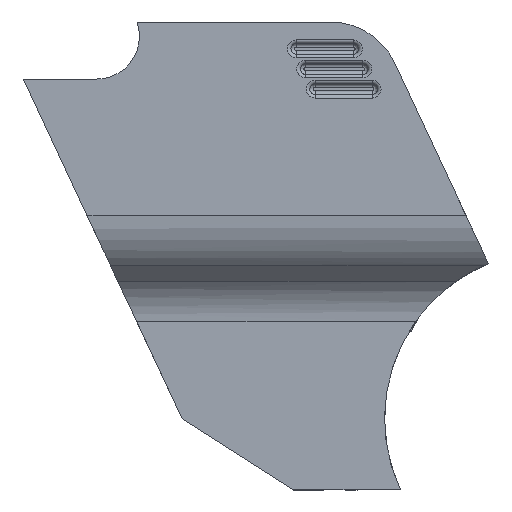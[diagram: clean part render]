
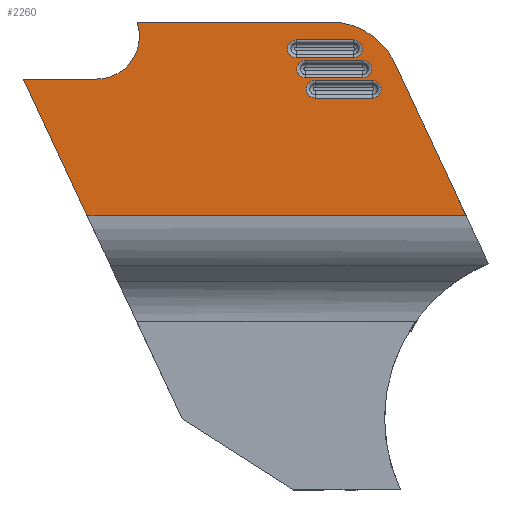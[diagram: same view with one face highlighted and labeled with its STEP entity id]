
A CAD part, left-side view. The second image highlights one B-rep face of the part: STEP entity #2260.
In plain terms, the highlighted planar face has unit normal (-1, 0, 0).
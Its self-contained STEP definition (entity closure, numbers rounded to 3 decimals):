
#72=FACE_BOUND('',#488,.T.);
#73=FACE_BOUND('',#489,.T.);
#74=FACE_BOUND('',#490,.T.);
#134=CIRCLE('',#2440,1.247);
#136=CIRCLE('',#2444,1.247);
#140=CIRCLE('',#2450,1.247);
#142=CIRCLE('',#2454,1.247);
#146=CIRCLE('',#2460,1.247);
#148=CIRCLE('',#2464,1.247);
#149=CIRCLE('',#2466,10.);
#150=CIRCLE('',#2472,6.);
#342=FACE_OUTER_BOUND('',#487,.T.);
#487=EDGE_LOOP('',(#1792,#1793,#1794,#1795,#1796,#1797,#1798));
#488=EDGE_LOOP('',(#1799,#1800,#1801,#1802));
#489=EDGE_LOOP('',(#1803,#1804,#1805,#1806));
#490=EDGE_LOOP('',(#1807,#1808,#1809,#1810));
#630=LINE('',#3656,#808);
#648=LINE('',#3740,#826);
#649=LINE('',#3748,#827);
#650=LINE('',#3756,#828);
#651=LINE('',#3764,#829);
#652=LINE('',#3772,#830);
#653=LINE('',#3780,#831);
#655=LINE('',#3790,#833);
#656=LINE('',#3793,#834);
#659=LINE('',#3798,#837);
#661=LINE('',#3804,#839);
#808=VECTOR('',#2846,10.);
#826=VECTOR('',#2908,10.);
#827=VECTOR('',#2919,10.);
#828=VECTOR('',#2930,10.);
#829=VECTOR('',#2941,10.);
#830=VECTOR('',#2952,10.);
#831=VECTOR('',#2963,10.);
#833=VECTOR('',#2977,10.);
#834=VECTOR('',#2980,10.);
#837=VECTOR('',#2985,10.);
#839=VECTOR('',#2993,10.);
#990=VERTEX_POINT('',#3643);
#996=VERTEX_POINT('',#3654);
#1015=VERTEX_POINT('',#3736);
#1016=VERTEX_POINT('',#3738);
#1017=VERTEX_POINT('',#3742);
#1018=VERTEX_POINT('',#3746);
#1019=VERTEX_POINT('',#3752);
#1020=VERTEX_POINT('',#3754);
#1021=VERTEX_POINT('',#3758);
#1022=VERTEX_POINT('',#3762);
#1023=VERTEX_POINT('',#3768);
#1024=VERTEX_POINT('',#3770);
#1025=VERTEX_POINT('',#3774);
#1026=VERTEX_POINT('',#3778);
#1027=VERTEX_POINT('',#3784);
#1028=VERTEX_POINT('',#3788);
#1029=VERTEX_POINT('',#3792);
#1030=VERTEX_POINT('',#3796);
#1031=VERTEX_POINT('',#3800);
#1240=EDGE_CURVE('',#996,#990,#630,.T.);
#1273=EDGE_CURVE('',#1015,#1016,#648,.T.);
#1275=EDGE_CURVE('',#1017,#1015,#134,.T.);
#1277=EDGE_CURVE('',#1018,#1017,#649,.T.);
#1278=EDGE_CURVE('',#1016,#1018,#136,.T.);
#1281=EDGE_CURVE('',#1019,#1020,#650,.T.);
#1283=EDGE_CURVE('',#1021,#1019,#140,.T.);
#1285=EDGE_CURVE('',#1022,#1021,#651,.T.);
#1286=EDGE_CURVE('',#1020,#1022,#142,.T.);
#1289=EDGE_CURVE('',#1023,#1024,#652,.T.);
#1291=EDGE_CURVE('',#1025,#1023,#146,.T.);
#1293=EDGE_CURVE('',#1026,#1025,#653,.T.);
#1294=EDGE_CURVE('',#1024,#1026,#148,.T.);
#1295=EDGE_CURVE('',#996,#1027,#149,.T.);
#1298=EDGE_CURVE('',#1028,#990,#655,.T.);
#1299=EDGE_CURVE('',#1028,#1029,#656,.F.);
#1302=EDGE_CURVE('',#1029,#1030,#659,.T.);
#1304=EDGE_CURVE('',#1031,#1030,#150,.T.);
#1305=EDGE_CURVE('',#1031,#1027,#661,.T.);
#1792=ORIENTED_EDGE('',*,*,#1305,.F.);
#1793=ORIENTED_EDGE('',*,*,#1304,.T.);
#1794=ORIENTED_EDGE('',*,*,#1302,.F.);
#1795=ORIENTED_EDGE('',*,*,#1299,.F.);
#1796=ORIENTED_EDGE('',*,*,#1298,.T.);
#1797=ORIENTED_EDGE('',*,*,#1240,.F.);
#1798=ORIENTED_EDGE('',*,*,#1295,.T.);
#1799=ORIENTED_EDGE('',*,*,#1294,.T.);
#1800=ORIENTED_EDGE('',*,*,#1293,.T.);
#1801=ORIENTED_EDGE('',*,*,#1291,.T.);
#1802=ORIENTED_EDGE('',*,*,#1289,.T.);
#1803=ORIENTED_EDGE('',*,*,#1286,.T.);
#1804=ORIENTED_EDGE('',*,*,#1285,.T.);
#1805=ORIENTED_EDGE('',*,*,#1283,.T.);
#1806=ORIENTED_EDGE('',*,*,#1281,.T.);
#1807=ORIENTED_EDGE('',*,*,#1278,.T.);
#1808=ORIENTED_EDGE('',*,*,#1277,.T.);
#1809=ORIENTED_EDGE('',*,*,#1275,.T.);
#1810=ORIENTED_EDGE('',*,*,#1273,.T.);
#2159=PLANE('',#2474);
#2260=ADVANCED_FACE('',(#342,#72,#73,#74),#2159,.F.);
#2440=AXIS2_PLACEMENT_3D('',#3744,#2913,#2914);
#2444=AXIS2_PLACEMENT_3D('',#3750,#2922,#2923);
#2450=AXIS2_PLACEMENT_3D('',#3760,#2935,#2936);
#2454=AXIS2_PLACEMENT_3D('',#3766,#2944,#2945);
#2460=AXIS2_PLACEMENT_3D('',#3776,#2957,#2958);
#2464=AXIS2_PLACEMENT_3D('',#3782,#2966,#2967);
#2466=AXIS2_PLACEMENT_3D('',#3785,#2970,#2971);
#2472=AXIS2_PLACEMENT_3D('',#3802,#2989,#2990);
#2474=AXIS2_PLACEMENT_3D('',#3805,#2994,#2995);
#2846=DIRECTION('',(0.,-0.423,-0.906));
#2908=DIRECTION('',(0.,-1.,0.));
#2913=DIRECTION('center_axis',(1.,0.,0.));
#2914=DIRECTION('ref_axis',(0.,1.,0.));
#2919=DIRECTION('',(0.,1.,0.));
#2922=DIRECTION('center_axis',(1.,0.,0.));
#2923=DIRECTION('ref_axis',(0.,-1.,0.));
#2930=DIRECTION('',(0.,-1.,0.));
#2935=DIRECTION('center_axis',(1.,0.,0.));
#2936=DIRECTION('ref_axis',(0.,1.,0.));
#2941=DIRECTION('',(0.,1.,0.));
#2944=DIRECTION('center_axis',(1.,0.,0.));
#2945=DIRECTION('ref_axis',(0.,-1.,0.));
#2952=DIRECTION('',(0.,-1.,0.));
#2957=DIRECTION('center_axis',(1.,0.,0.));
#2958=DIRECTION('ref_axis',(0.,1.,0.));
#2963=DIRECTION('',(0.,1.,0.));
#2966=DIRECTION('center_axis',(1.,0.,0.));
#2967=DIRECTION('ref_axis',(0.,-1.,0.));
#2970=DIRECTION('center_axis',(-1.,0.,0.));
#2971=DIRECTION('ref_axis',(0.,-0.537,0.843));
#2977=DIRECTION('',(0.,-1.,0.));
#2980=DIRECTION('',(0.,-0.423,-0.906));
#2985=DIRECTION('',(0.,-1.,0.));
#2989=DIRECTION('center_axis',(1.,0.,0.));
#2990=DIRECTION('ref_axis',(0.,-0.707,-0.707));
#2993=DIRECTION('',(0.,-1.,0.));
#2994=DIRECTION('center_axis',(1.,0.,0.));
#2995=DIRECTION('ref_axis',(0.,0.,-1.));
#3643=CARTESIAN_POINT('',(34.919,116.216,43.672));
#3654=CARTESIAN_POINT('',(34.919,126.158,64.992));
#3656=CARTESIAN_POINT('',(34.919,121.125,54.199));
#3736=CARTESIAN_POINT('',(34.919,140.,68.247));
#3738=CARTESIAN_POINT('',(34.919,132.,68.247));
#3740=CARTESIAN_POINT('',(34.919,137.948,68.247));
#3742=CARTESIAN_POINT('',(34.919,140.,65.753));
#3744=CARTESIAN_POINT('Origin',(34.919,140.,67.));
#3746=CARTESIAN_POINT('',(34.919,132.,65.753));
#3748=CARTESIAN_POINT('',(34.919,141.948,65.753));
#3750=CARTESIAN_POINT('Origin',(34.919,132.,67.));
#3752=CARTESIAN_POINT('',(34.919,138.678,65.413));
#3754=CARTESIAN_POINT('',(34.919,130.678,65.413));
#3756=CARTESIAN_POINT('',(34.919,137.287,65.413));
#3758=CARTESIAN_POINT('',(34.919,138.678,62.919));
#3760=CARTESIAN_POINT('Origin',(34.919,138.678,64.166));
#3762=CARTESIAN_POINT('',(34.919,130.678,62.919));
#3764=CARTESIAN_POINT('',(34.919,141.287,62.919));
#3766=CARTESIAN_POINT('Origin',(34.919,130.678,64.166));
#3768=CARTESIAN_POINT('',(34.919,137.357,62.579));
#3770=CARTESIAN_POINT('',(34.919,129.357,62.579));
#3772=CARTESIAN_POINT('',(34.919,136.626,62.579));
#3774=CARTESIAN_POINT('',(34.919,137.357,60.085));
#3776=CARTESIAN_POINT('Origin',(34.919,137.357,61.332));
#3778=CARTESIAN_POINT('',(34.919,129.357,60.085));
#3780=CARTESIAN_POINT('',(34.919,140.626,60.085));
#3782=CARTESIAN_POINT('Origin',(34.919,129.357,61.332));
#3784=CARTESIAN_POINT('',(34.919,135.221,70.766));
#3785=CARTESIAN_POINT('Origin',(34.919,135.221,60.766));
#3788=CARTESIAN_POINT('',(34.919,169.368,43.672));
#3790=CARTESIAN_POINT('',(34.919,133.447,43.672));
#3792=CARTESIAN_POINT('',(34.919,178.272,62.766));
#3793=CARTESIAN_POINT('',(34.919,169.149,43.202));
#3796=CARTESIAN_POINT('',(34.919,168.002,62.766));
#3798=CARTESIAN_POINT('',(34.919,162.117,62.766));
#3800=CARTESIAN_POINT('',(34.919,162.346,70.766));
#3802=CARTESIAN_POINT('Origin',(34.919,168.002,68.766));
#3804=CARTESIAN_POINT('',(34.919,147.699,70.766));
#3805=CARTESIAN_POINT('Origin',(34.919,143.895,41.733));
